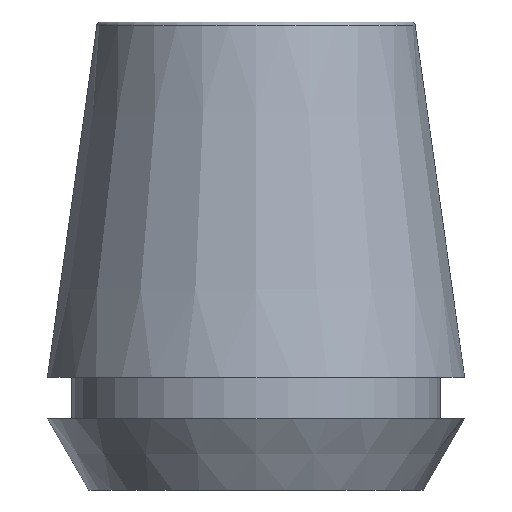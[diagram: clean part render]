
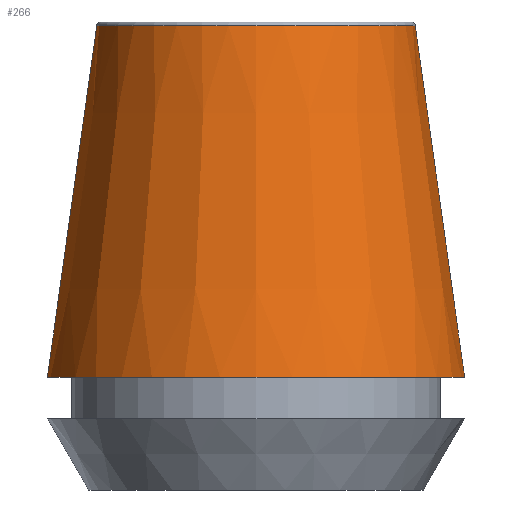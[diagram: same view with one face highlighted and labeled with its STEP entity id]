
A CAD part, front view. The second image highlights one B-rep face of the part: STEP entity #266.
In plain terms, the highlighted conical face has half-angle 8 degrees and reference radius 20.5 mm.
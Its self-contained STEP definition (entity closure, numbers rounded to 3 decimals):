
#11 = EDGE_CURVE ( 'NONE', #60, #381, #375, .T. ) ;
#16 = DIRECTION ( 'NONE',  ( 0.139, 0., -0.99 ) ) ;
#17 = CARTESIAN_POINT ( 'NONE',  ( 0., 0., 11.1 ) ) ;
#18 = CARTESIAN_POINT ( 'NONE',  ( 0., 0., 11.1 ) ) ;
#22 = CARTESIAN_POINT ( 'NONE',  ( 15.644, 0., 45.656 ) ) ;
#25 = CIRCLE ( 'NONE', #186, 20.5 ) ;
#39 = ORIENTED_EDGE ( 'NONE', *, *, #177, .F. ) ;
#47 = DIRECTION ( 'NONE',  ( -1., 0., 0. ) ) ;
#60 = VERTEX_POINT ( 'NONE', #128 ) ;
#62 = VECTOR ( 'NONE', #250, 1000. ) ;
#78 = AXIS2_PLACEMENT_3D ( 'NONE', #18, #296, #47 ) ;
#81 = EDGE_LOOP ( 'NONE', ( #39, #165, #93, #120 ) ) ;
#88 = CARTESIAN_POINT ( 'NONE',  ( 20.5, 0., 11.1 ) ) ;
#93 = ORIENTED_EDGE ( 'NONE', *, *, #11, .T. ) ;
#102 = EDGE_CURVE ( 'NONE', #381, #346, #25, .T. ) ;
#118 = EDGE_CURVE ( 'NONE', #60, #131, #193, .T. ) ;
#119 = CARTESIAN_POINT ( 'NONE',  ( 20.5, 0., 11.1 ) ) ;
#120 = ORIENTED_EDGE ( 'NONE', *, *, #102, .T. ) ;
#128 = CARTESIAN_POINT ( 'NONE',  ( -15.644, 0., 45.656 ) ) ;
#131 = VERTEX_POINT ( 'NONE', #22 ) ;
#138 = CARTESIAN_POINT ( 'NONE',  ( 0., 0., 45.656 ) ) ;
#140 = DIRECTION ( 'NONE',  ( 0., 0., 1. ) ) ;
#165 = ORIENTED_EDGE ( 'NONE', *, *, #118, .F. ) ;
#177 = EDGE_CURVE ( 'NONE', #131, #346, #334, .T. ) ;
#186 = AXIS2_PLACEMENT_3D ( 'NONE', #17, #140, #376 ) ;
#193 = CIRCLE ( 'NONE', #353, 15.644 ) ;
#203 = DIRECTION ( 'NONE',  ( 1., 0., 0. ) ) ;
#250 = DIRECTION ( 'NONE',  ( -0.139, 0., -0.99 ) ) ;
#252 = CARTESIAN_POINT ( 'NONE',  ( -20.5, 0., 11.1 ) ) ;
#265 = DIRECTION ( 'NONE',  ( 0., 0., 1. ) ) ;
#266 = ADVANCED_FACE ( 'NONE', ( #327 ), #275, .T. ) ;
#275 = CONICAL_SURFACE ( 'NONE', #78, 20.5, 0.14 ) ;
#296 = DIRECTION ( 'NONE',  ( 0., 0., -1. ) ) ;
#325 = CARTESIAN_POINT ( 'NONE',  ( -20.5, 0., 11.1 ) ) ;
#327 = FACE_OUTER_BOUND ( 'NONE', #81, .T. ) ;
#330 = VECTOR ( 'NONE', #16, 1000. ) ;
#334 = LINE ( 'NONE', #119, #330 ) ;
#346 = VERTEX_POINT ( 'NONE', #88 ) ;
#353 = AXIS2_PLACEMENT_3D ( 'NONE', #138, #265, #203 ) ;
#375 = LINE ( 'NONE', #325, #62 ) ;
#376 = DIRECTION ( 'NONE',  ( 1., 0., 0. ) ) ;
#381 = VERTEX_POINT ( 'NONE', #252 ) ;
